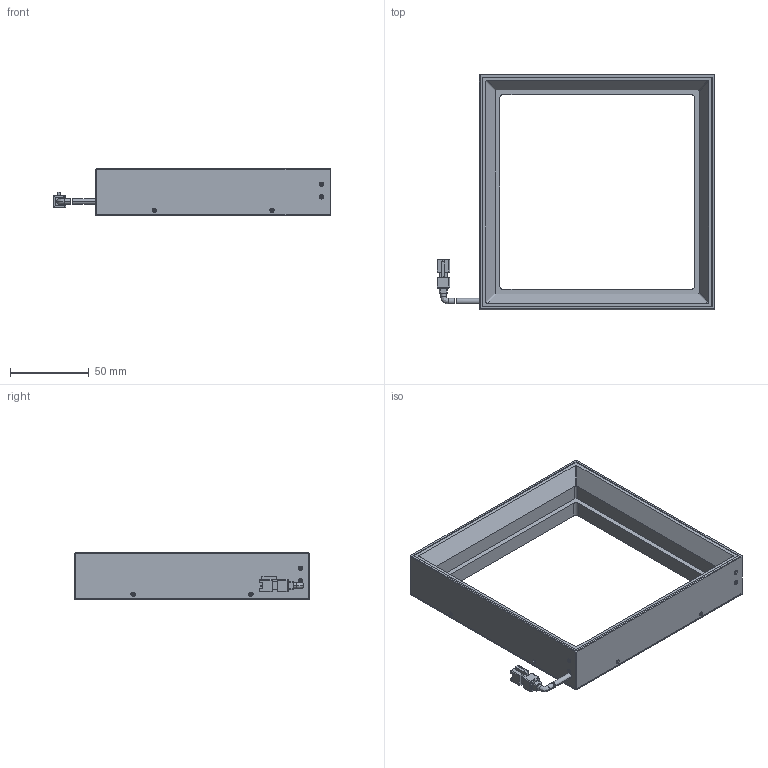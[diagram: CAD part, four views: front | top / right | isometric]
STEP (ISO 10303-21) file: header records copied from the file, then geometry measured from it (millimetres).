
FILE_DESCRIPTION (( 'STEP AP214' ), '1' );
FILE_NAME ('661203-B.STEP', '2019-03-18T09:43:49', ( 'user' ), ( '微软中国' ), 'SwSTEP 2.0', 'SolidWorks 2016', '' );
FILE_SCHEMA (( 'AUTOMOTIVE_DESIGN' ));
Length unit declared in the file: millimetre
Products named in the file (1): 661203-B
Bounding box: 177 x 150 x 30.2 mm (x, y, z)
Volume: 141726.3 mm3; surface area: 99470.5 mm2
Topology: 5 solids, 5 shells, 512 faces, 1272 edges, 810 vertices
Faces by surface type: plane 228, cylinder 183, bspline 61, cone 40
Entity records: 20110 total; most frequent: CARTESIAN_POINT 3634, ORIENTED_EDGE 2464, DIRECTION 2362, EDGE_CURVE 1232, AXIS2_PLACEMENT_3D 812, VERTEX_POINT 810, VECTOR 738, LINE 738
